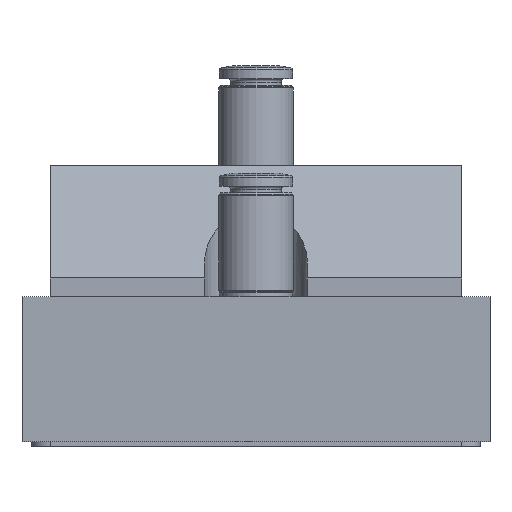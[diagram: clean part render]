
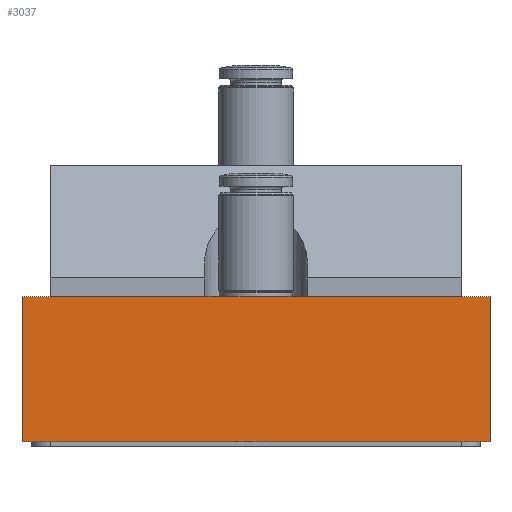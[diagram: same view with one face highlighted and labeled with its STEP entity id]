
A CAD part, front view. The second image highlights one B-rep face of the part: STEP entity #3037.
In plain terms, the highlighted planar face has unit normal (0, -1, 0).
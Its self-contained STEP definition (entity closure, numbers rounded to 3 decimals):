
#113=LINE('',#4315,#279);
#115=LINE('',#4319,#281);
#116=LINE('',#4321,#282);
#117=LINE('',#4323,#283);
#279=VECTOR('',#3563,1000.);
#281=VECTOR('',#3567,1000.);
#282=VECTOR('',#3568,1000.);
#283=VECTOR('',#3569,1000.);
#434=PLANE('',#3239);
#563=ORIENTED_EDGE('',*,*,#1130,.F.);
#564=ORIENTED_EDGE('',*,*,#1131,.T.);
#565=ORIENTED_EDGE('',*,*,#1132,.F.);
#566=ORIENTED_EDGE('',*,*,#1128,.F.);
#1128=EDGE_CURVE('',#1411,#1412,#113,.T.);
#1130=EDGE_CURVE('',#1413,#1411,#115,.T.);
#1131=EDGE_CURVE('',#1413,#1414,#116,.T.);
#1132=EDGE_CURVE('',#1412,#1414,#117,.T.);
#1411=VERTEX_POINT('',#4314);
#1412=VERTEX_POINT('',#4316);
#1413=VERTEX_POINT('',#4320);
#1414=VERTEX_POINT('',#4322);
#1723=EDGE_LOOP('',(#563,#564,#565,#566));
#1956=FACE_BOUND('',#1723,.T.);
#3037=ADVANCED_FACE('',(#1956),#434,.T.);
#3239=AXIS2_PLACEMENT_3D('',#4318,#3565,#3566);
#3563=DIRECTION('',(0.,0.,-1.));
#3565=DIRECTION('',(0.,-1.,0.));
#3566=DIRECTION('',(1.,0.,0.));
#3567=DIRECTION('',(1.,0.,0.));
#3568=DIRECTION('',(0.,0.,-1.));
#3569=DIRECTION('',(-1.,0.,0.));
#4314=CARTESIAN_POINT('',(25.,-42.,15.5));
#4315=CARTESIAN_POINT('',(25.,-42.,29.5));
#4316=CARTESIAN_POINT('',(25.,-42.,0.));
#4318=CARTESIAN_POINT('',(25.,-42.,29.5));
#4319=CARTESIAN_POINT('',(-25.,-42.,15.5));
#4320=CARTESIAN_POINT('',(-25.,-42.,15.5));
#4321=CARTESIAN_POINT('',(-25.,-42.,29.5));
#4322=CARTESIAN_POINT('',(-25.,-42.,0.));
#4323=CARTESIAN_POINT('',(25.,-42.,0.));
